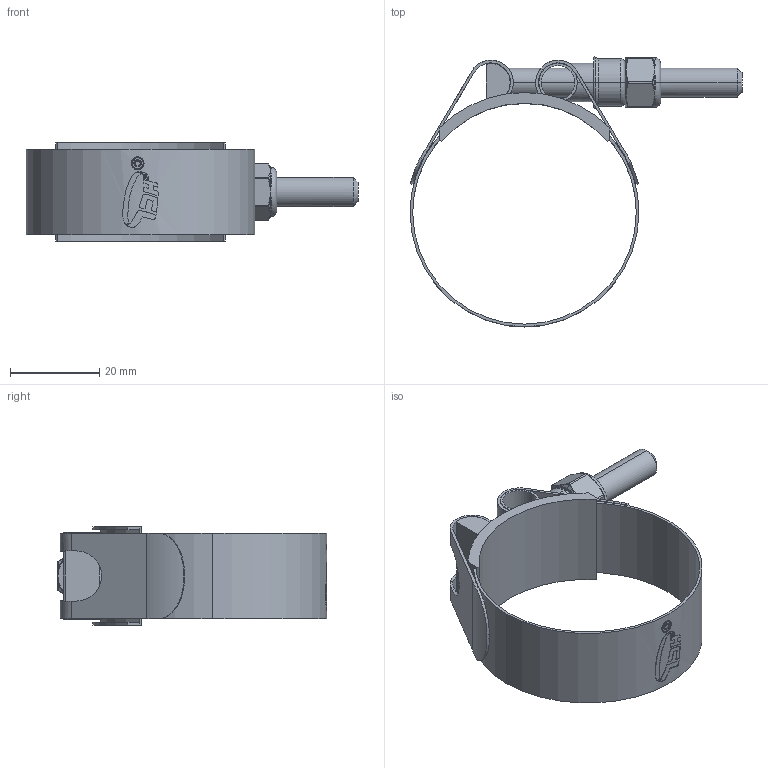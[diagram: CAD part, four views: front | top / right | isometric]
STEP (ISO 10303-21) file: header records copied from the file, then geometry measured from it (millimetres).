
FILE_DESCRIPTION (( 'STEP AP214' ), '1' );
FILE_NAME ('TRI-30021-TBCH-175.step', '2025-10-27T11:22:04', ( '' ), ( '' ), 'SwSTEP 2.0', 'SolidWorks 2025', '' );
FILE_SCHEMA (( 'AUTOMOTIVE_DESIGN' ));
Length unit declared in the file: millimetre
Products named in the file (1): TRI-30021-TBCH-175
Bounding box: 74.26 x 60.38 x 22 mm (x, y, z)
Volume: 6875 mm3; surface area: 14742.9 mm2
Topology: 6 solids, 6 shells, 338 faces, 887 edges, 544 vertices
Faces by surface type: cylinder 126, bspline 120, plane 50, torus 23, cone 19
Entity records: 14589 total; most frequent: CARTESIAN_POINT 7416, ORIENTED_EDGE 1726, DIRECTION 1120, EDGE_CURVE 863, VERTEX_POINT 544, AXIS2_PLACEMENT_3D 433, EDGE_LOOP 359, B_SPLINE_CURVE_WITH_KNOTS 350
